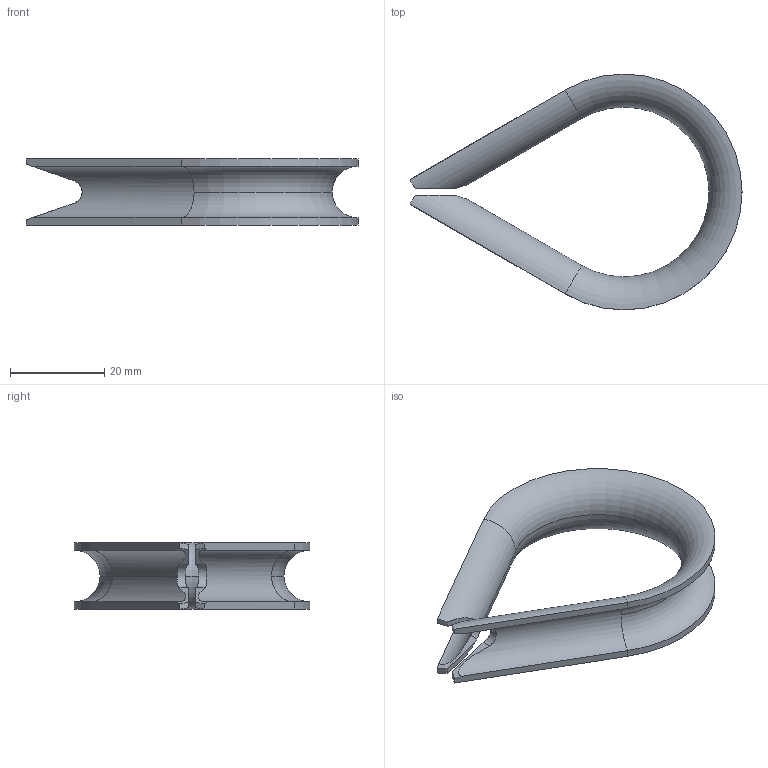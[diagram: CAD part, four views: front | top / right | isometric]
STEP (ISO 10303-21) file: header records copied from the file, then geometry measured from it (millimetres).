
FILE_DESCRIPTION (( 'STEP AP203' ), '1' );
FILE_NAME ('T39002.STEP', '2018-07-23T10:20:00', ( '' ), ( '' ), 'SwSTEP 2.0', 'SolidWorks 2016', '' );
FILE_SCHEMA (( 'CONFIG_CONTROL_DESIGN' ));
Length unit declared in the file: millimetre
Products named in the file (1): T39002
Bounding box: 70.41 x 50 x 14 mm (x, y, z)
Volume: 4562.2 mm3; surface area: 6710.8 mm2
Topology: 1 solids, 1 shells, 30 faces, 82 edges, 54 vertices
Faces by surface type: plane 16, cylinder 10, torus 4
Entity records: 1119 total; most frequent: CARTESIAN_POINT 329, ORIENTED_EDGE 164, DIRECTION 136, EDGE_CURVE 82, VERTEX_POINT 54, AXIS2_PLACEMENT_3D 49, LINE 38, VECTOR 38
